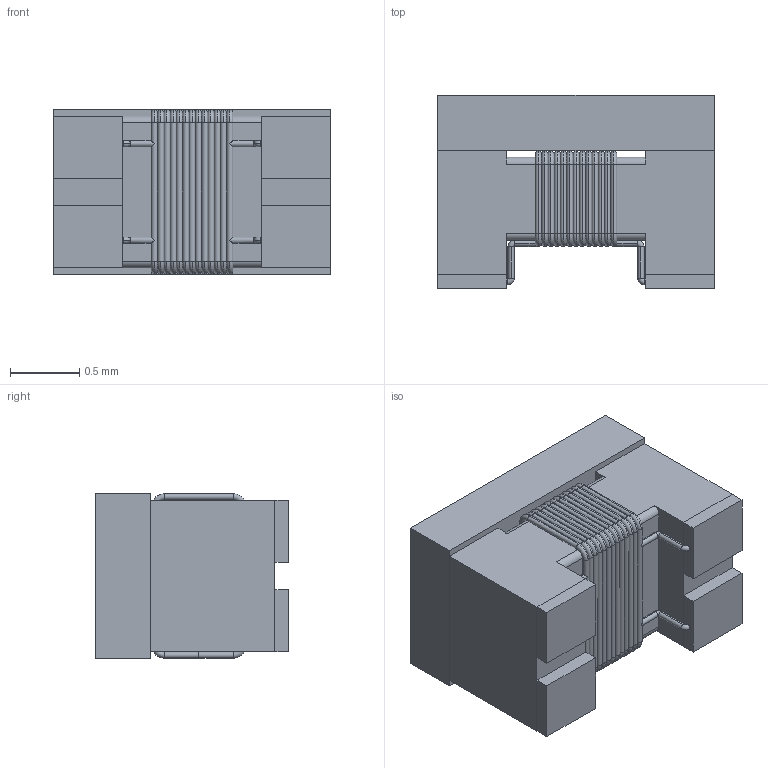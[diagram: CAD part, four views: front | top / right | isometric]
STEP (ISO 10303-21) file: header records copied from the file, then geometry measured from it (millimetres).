
FILE_DESCRIPTION (( 'STEP AP214' ), '1' );
FILE_NAME ('744231091.STEP', '2020-09-23T11:54:53', ( '' ), ( '' ), 'SwSTEP 2.0', 'SolidWorks 2017', '' );
FILE_SCHEMA (( 'AUTOMOTIVE_DESIGN' ));
Length unit declared in the file: millimetre
Products named in the file (1): 744231091
Bounding box: 2 x 1.4 x 1.2 mm (x, y, z)
Volume: 2.8 mm3; surface area: 26.5 mm2
Topology: 19 solids, 19 shells, 326 faces, 812 edges, 498 vertices
Faces by surface type: cylinder 158, torus 120, plane 48
Entity records: 12720 total; most frequent: DIRECTION 1988, CARTESIAN_POINT 1685, ORIENTED_EDGE 1624, AXIS2_PLACEMENT_3D 865, EDGE_CURVE 812, CIRCLE 538, VERTEX_POINT 498, ADVANCED_FACE 326
